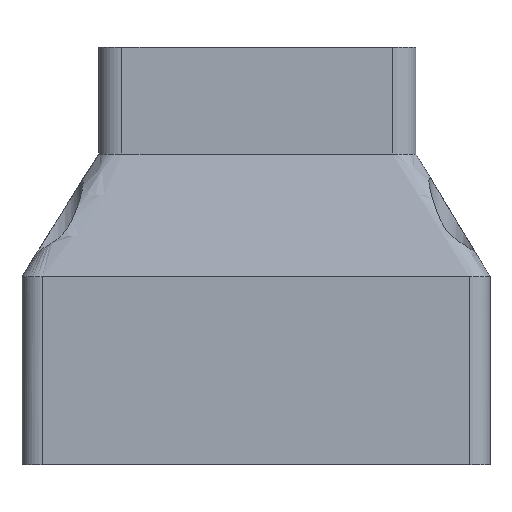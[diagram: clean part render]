
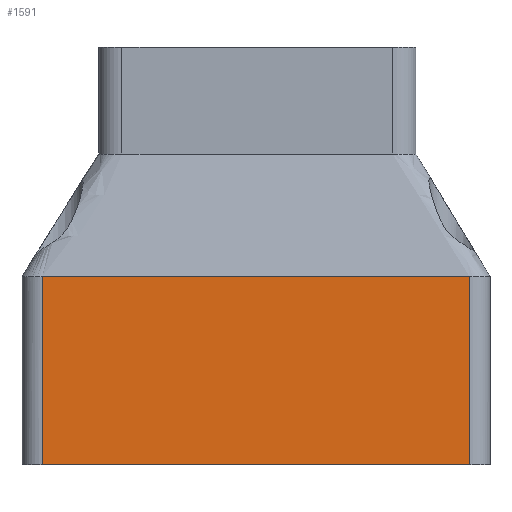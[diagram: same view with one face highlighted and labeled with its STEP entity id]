
A CAD part, left-side view. The second image highlights one B-rep face of the part: STEP entity #1591.
In plain terms, the highlighted planar face has unit normal (-1, 0, 0).
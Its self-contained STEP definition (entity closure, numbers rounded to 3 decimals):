
#57=PLANE('',#1703);
#127=FACE_OUTER_BOUND('',#227,.T.);
#227=EDGE_LOOP('',(#1307,#1308,#1309,#1310));
#297=B_SPLINE_CURVE_WITH_KNOTS('',3,(#2724,#2725,#2726,#2727,#2728,#2729,
#2730,#2731,#2732,#2733),.UNSPECIFIED.,.F.,.F.,(4,1,1,1,1,1,1,4),(0.525,
0.529,0.532,0.54,0.555,
0.585,0.646,0.767),.UNSPECIFIED.);
#393=LINE('',#3052,#563);
#424=LINE('',#3110,#594);
#425=LINE('',#3112,#595);
#563=VECTOR('',#1966,10.);
#594=VECTOR('',#2001,10.);
#595=VECTOR('',#2004,10.);
#714=VERTEX_POINT('',#2713);
#715=VERTEX_POINT('',#2723);
#797=VERTEX_POINT('',#3041);
#801=VERTEX_POINT('',#3050);
#874=EDGE_CURVE('',#714,#715,#297,.T.);
#980=EDGE_CURVE('',#797,#801,#393,.T.);
#1011=EDGE_CURVE('',#797,#714,#424,.T.);
#1012=EDGE_CURVE('',#715,#801,#425,.T.);
#1307=ORIENTED_EDGE('',*,*,#1011,.F.);
#1308=ORIENTED_EDGE('',*,*,#980,.T.);
#1309=ORIENTED_EDGE('',*,*,#1012,.F.);
#1310=ORIENTED_EDGE('',*,*,#874,.F.);
#1591=ADVANCED_FACE('',(#127),#57,.T.);
#1703=AXIS2_PLACEMENT_3D('',#3111,#2002,#2003);
#1966=DIRECTION('',(0.,-1.,0.));
#2001=DIRECTION('',(0.,0.,1.));
#2002=DIRECTION('center_axis',(-1.,0.,0.));
#2003=DIRECTION('ref_axis',(0.,-1.,0.));
#2004=DIRECTION('',(0.,0.,-1.));
#2713=CARTESIAN_POINT('',(-20.,42.,549.7));
#2723=CARTESIAN_POINT('',(-20.,-42.,549.7));
#2724=CARTESIAN_POINT('Ctrl Pts',(-20.,42.,549.7));
#2725=CARTESIAN_POINT('Ctrl Pts',(-20.,41.681,549.7));
#2726=CARTESIAN_POINT('Ctrl Pts',(-20.,41.031,549.7));
#2727=CARTESIAN_POINT('Ctrl Pts',(-20.,39.689,549.7));
#2728=CARTESIAN_POINT('Ctrl Pts',(-20.,37.231,549.7));
#2729=CARTESIAN_POINT('Ctrl Pts',(-20.,31.907,549.7));
#2730=CARTESIAN_POINT('Ctrl Pts',(-20.,19.864,549.7));
#2731=CARTESIAN_POINT('Ctrl Pts',(-20.,-7.946,549.7));
#2732=CARTESIAN_POINT('Ctrl Pts',(-20.,-31.783,549.7));
#2733=CARTESIAN_POINT('Ctrl Pts',(-20.,-42.,549.7));
#3041=CARTESIAN_POINT('',(-20.,42.,512.7));
#3050=CARTESIAN_POINT('',(-20.,-42.,512.7));
#3052=CARTESIAN_POINT('',(-20.,42.,512.7));
#3110=CARTESIAN_POINT('',(-20.,42.,512.7));
#3111=CARTESIAN_POINT('Origin',(-20.,42.,512.7));
#3112=CARTESIAN_POINT('',(-20.,-42.,512.7));
